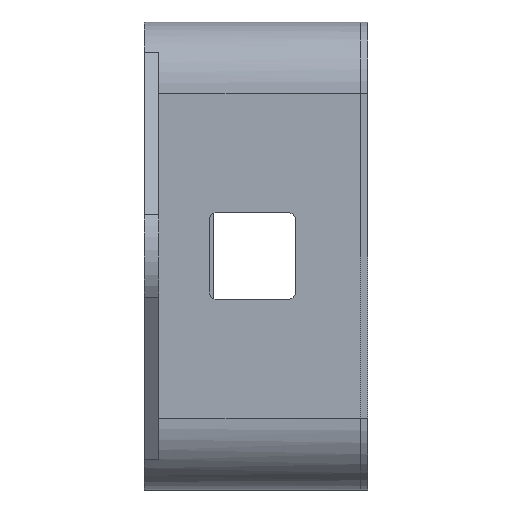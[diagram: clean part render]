
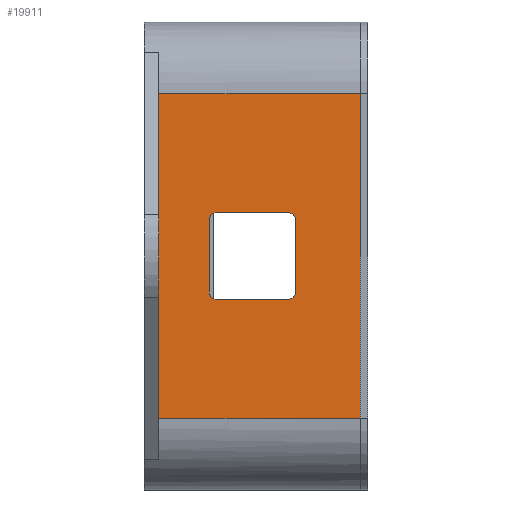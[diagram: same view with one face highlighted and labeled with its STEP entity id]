
A CAD part, left-side view. The second image highlights one B-rep face of the part: STEP entity #19911.
In plain terms, the highlighted planar face has unit normal (-1, 0, 0).
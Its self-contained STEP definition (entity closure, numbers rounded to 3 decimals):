
#63 = AXIS2_PLACEMENT_3D ( 'NONE', #19635, #1069, #22758 ) ;
#1036 = CIRCLE ( 'NONE', #63, 1. ) ;
#1069 = DIRECTION ( 'NONE',  ( 1., 0., 0. ) ) ;
#1237 = CARTESIAN_POINT ( 'NONE',  ( -45., -10.4, 6. ) ) ;
#1636 = DIRECTION ( 'NONE',  ( 0., 1., 0. ) ) ;
#2074 = DIRECTION ( 'NONE',  ( 0., 0., -1. ) ) ;
#3145 = CARTESIAN_POINT ( 'NONE',  ( -45., -11.4, -32.5 ) ) ;
#3382 = CARTESIAN_POINT ( 'NONE',  ( -45., -11.4, -5. ) ) ;
#4109 = ORIENTED_EDGE ( 'NONE', *, *, #29266, .T. ) ;
#4215 = EDGE_CURVE ( 'NONE', #6399, #5865, #1036, .T. ) ;
#4442 = CARTESIAN_POINT ( 'NONE',  ( -45., 0.6, -32.5 ) ) ;
#4530 = DIRECTION ( 'NONE',  ( 0., -1., 0. ) ) ;
#4593 = CIRCLE ( 'NONE', #38736, 1. ) ;
#5149 = CARTESIAN_POINT ( 'NONE',  ( -45., -0.4, -6. ) ) ;
#5487 = EDGE_CURVE ( 'NONE', #19848, #22144, #27186, .T. ) ;
#5518 = CARTESIAN_POINT ( 'NONE',  ( -45., -0.4, 5. ) ) ;
#5865 = VERTEX_POINT ( 'NONE', #25117 ) ;
#5871 = VECTOR ( 'NONE', #16626, 1000. ) ;
#6038 = CARTESIAN_POINT ( 'NONE',  ( -45., 7.6, 22.5 ) ) ;
#6399 = VERTEX_POINT ( 'NONE', #3382 ) ;
#8427 = FACE_OUTER_BOUND ( 'NONE', #24697, .T. ) ;
#8642 = DIRECTION ( 'NONE',  ( 0., 0., 1. ) ) ;
#8905 = EDGE_CURVE ( 'NONE', #17110, #27674, #9224, .T. ) ;
#9224 = CIRCLE ( 'NONE', #22780, 1. ) ;
#9333 = CARTESIAN_POINT ( 'NONE',  ( -45., -0.4, 6. ) ) ;
#9519 = EDGE_LOOP ( 'NONE', ( #18356, #12122, #26748, #38141, #28463, #12063, #30215, #35532 ) ) ;
#10257 = LINE ( 'NONE', #26912, #17520 ) ;
#12063 = ORIENTED_EDGE ( 'NONE', *, *, #24365, .T. ) ;
#12122 = ORIENTED_EDGE ( 'NONE', *, *, #8905, .T. ) ;
#12494 = DIRECTION ( 'NONE',  ( 0., 0., 1. ) ) ;
#13442 = LINE ( 'NONE', #4442, #37267 ) ;
#13482 = VECTOR ( 'NONE', #1636, 1000. ) ;
#13581 = PLANE ( 'NONE',  #33914 ) ;
#13873 = CARTESIAN_POINT ( 'NONE',  ( -45., -20.4, -22.5 ) ) ;
#14171 = VERTEX_POINT ( 'NONE', #9333 ) ;
#14197 = AXIS2_PLACEMENT_3D ( 'NONE', #5518, #27241, #8642 ) ;
#14634 = DIRECTION ( 'NONE',  ( 1., 0., 0. ) ) ;
#15319 = EDGE_CURVE ( 'NONE', #6399, #36209, #30676, .T. ) ;
#15816 = EDGE_CURVE ( 'NONE', #31724, #14171, #17002, .T. ) ;
#15825 = EDGE_CURVE ( 'NONE', #17110, #5865, #30636, .T. ) ;
#16583 = EDGE_CURVE ( 'NONE', #23942, #19848, #10257, .T. ) ;
#16626 = DIRECTION ( 'NONE',  ( 0., 1., 0. ) ) ;
#16642 = CARTESIAN_POINT ( 'NONE',  ( -45., -11.4, 5. ) ) ;
#16697 = DIRECTION ( 'NONE',  ( -1., 0., 0. ) ) ;
#16777 = DIRECTION ( 'NONE',  ( 1., 0., 0. ) ) ;
#17002 = LINE ( 'NONE', #35246, #5871 ) ;
#17085 = CARTESIAN_POINT ( 'NONE',  ( -45., -20.4, -32.5 ) ) ;
#17110 = VERTEX_POINT ( 'NONE', #5149 ) ;
#17275 = CARTESIAN_POINT ( 'NONE',  ( -45., -20.4, 22.5 ) ) ;
#17520 = VECTOR ( 'NONE', #2074, 1000. ) ;
#18356 = ORIENTED_EDGE ( 'NONE', *, *, #15825, .F. ) ;
#19635 = CARTESIAN_POINT ( 'NONE',  ( -45., -10.4, -5. ) ) ;
#19848 = VERTEX_POINT ( 'NONE', #37915 ) ;
#19911 = ADVANCED_FACE ( 'NONE', ( #27863, #8427 ), #13581, .T. ) ;
#21407 = VECTOR ( 'NONE', #12494, 1000. ) ;
#21624 = CIRCLE ( 'NONE', #14197, 1. ) ;
#22144 = VERTEX_POINT ( 'NONE', #27023 ) ;
#22758 = DIRECTION ( 'NONE',  ( 0., 0., 1. ) ) ;
#22766 = EDGE_CURVE ( 'NONE', #26530, #14171, #21624, .T. ) ;
#22780 = AXIS2_PLACEMENT_3D ( 'NONE', #35391, #16777, #38529 ) ;
#23942 = VERTEX_POINT ( 'NONE', #6038 ) ;
#24365 = EDGE_CURVE ( 'NONE', #31724, #36209, #4593, .T. ) ;
#24697 = EDGE_LOOP ( 'NONE', ( #4109, #35832, #34800, #29094 ) ) ;
#25117 = CARTESIAN_POINT ( 'NONE',  ( -45., -10.4, -6. ) ) ;
#25359 = VERTEX_POINT ( 'NONE', #17275 ) ;
#26416 = CARTESIAN_POINT ( 'NONE',  ( -45., 0.6, 5. ) ) ;
#26468 = DIRECTION ( 'NONE',  ( 0., 0., 1. ) ) ;
#26530 = VERTEX_POINT ( 'NONE', #26416 ) ;
#26748 = ORIENTED_EDGE ( 'NONE', *, *, #29770, .F. ) ;
#26912 = CARTESIAN_POINT ( 'NONE',  ( -45., 7.6, -32.5 ) ) ;
#27023 = CARTESIAN_POINT ( 'NONE',  ( -45., -20.4, -22.5 ) ) ;
#27186 = LINE ( 'NONE', #13873, #34465 ) ;
#27241 = DIRECTION ( 'NONE',  ( 1., 0., 0. ) ) ;
#27674 = VERTEX_POINT ( 'NONE', #38562 ) ;
#27863 = FACE_BOUND ( 'NONE', #9519, .T. ) ;
#28463 = ORIENTED_EDGE ( 'NONE', *, *, #15816, .F. ) ;
#29009 = VECTOR ( 'NONE', #26468, 1000. ) ;
#29094 = ORIENTED_EDGE ( 'NONE', *, *, #38100, .T. ) ;
#29150 = CARTESIAN_POINT ( 'NONE',  ( -45., -20.4, -6. ) ) ;
#29266 = EDGE_CURVE ( 'NONE', #25359, #23942, #30037, .T. ) ;
#29662 = VECTOR ( 'NONE', #32270, 1000. ) ;
#29770 = EDGE_CURVE ( 'NONE', #26530, #27674, #13442, .T. ) ;
#30037 = LINE ( 'NONE', #32729, #13482 ) ;
#30215 = ORIENTED_EDGE ( 'NONE', *, *, #15319, .F. ) ;
#30636 = LINE ( 'NONE', #29150, #29662 ) ;
#30676 = LINE ( 'NONE', #3145, #21407 ) ;
#31724 = VERTEX_POINT ( 'NONE', #1237 ) ;
#32206 = CARTESIAN_POINT ( 'NONE',  ( -45., -20.4, -32.5 ) ) ;
#32270 = DIRECTION ( 'NONE',  ( 0., -1., 0. ) ) ;
#32729 = CARTESIAN_POINT ( 'NONE',  ( -45., -20.4, 22.5 ) ) ;
#33261 = CARTESIAN_POINT ( 'NONE',  ( -45., -10.4, 5. ) ) ;
#33914 = AXIS2_PLACEMENT_3D ( 'NONE', #32206, #16697, #38454 ) ;
#34465 = VECTOR ( 'NONE', #4530, 1000. ) ;
#34800 = ORIENTED_EDGE ( 'NONE', *, *, #5487, .T. ) ;
#35246 = CARTESIAN_POINT ( 'NONE',  ( -45., -20.4, 6. ) ) ;
#35391 = CARTESIAN_POINT ( 'NONE',  ( -45., -0.4, -5. ) ) ;
#35523 = DIRECTION ( 'NONE',  ( 0., 0., -1. ) ) ;
#35532 = ORIENTED_EDGE ( 'NONE', *, *, #4215, .T. ) ;
#35832 = ORIENTED_EDGE ( 'NONE', *, *, #16583, .T. ) ;
#36209 = VERTEX_POINT ( 'NONE', #16642 ) ;
#36368 = DIRECTION ( 'NONE',  ( 0., 0., 1. ) ) ;
#37246 = LINE ( 'NONE', #17085, #29009 ) ;
#37267 = VECTOR ( 'NONE', #35523, 1000. ) ;
#37915 = CARTESIAN_POINT ( 'NONE',  ( -45., 7.6, -22.5 ) ) ;
#38100 = EDGE_CURVE ( 'NONE', #22144, #25359, #37246, .T. ) ;
#38141 = ORIENTED_EDGE ( 'NONE', *, *, #22766, .T. ) ;
#38454 = DIRECTION ( 'NONE',  ( 0., 0., 1. ) ) ;
#38529 = DIRECTION ( 'NONE',  ( 0., 0., 1. ) ) ;
#38562 = CARTESIAN_POINT ( 'NONE',  ( -45., 0.6, -5. ) ) ;
#38736 = AXIS2_PLACEMENT_3D ( 'NONE', #33261, #14634, #36368 ) ;
